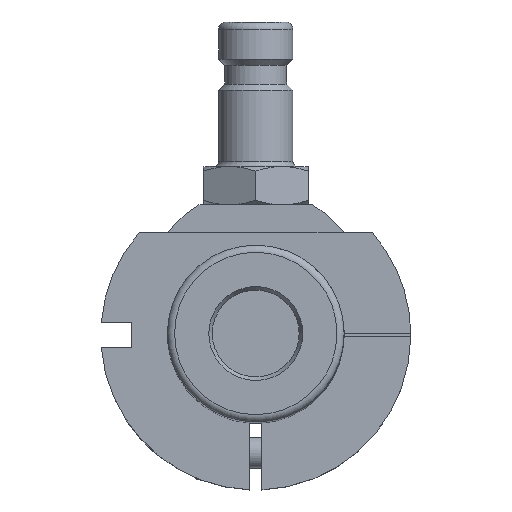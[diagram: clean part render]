
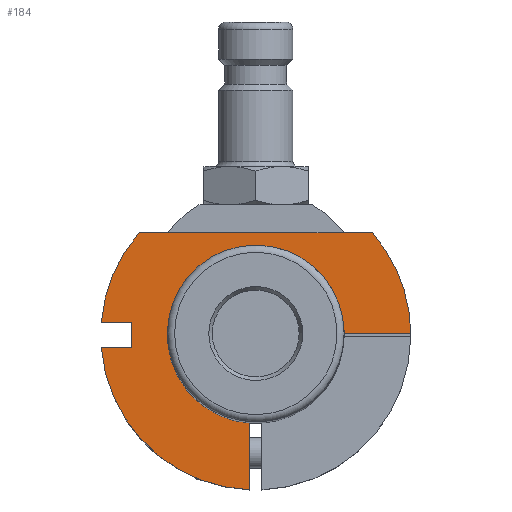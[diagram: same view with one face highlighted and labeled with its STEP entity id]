
A CAD part, top view. The second image highlights one B-rep face of the part: STEP entity #184.
In plain terms, the highlighted planar face has unit normal (0, 0, 1).
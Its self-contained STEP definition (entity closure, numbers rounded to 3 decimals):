
#120=FACE_OUTER_BOUND('',#379,.T.);
#184=ADVANCED_FACE('',(#120),#256,.T.);
#256=PLANE('',#1379);
#379=EDGE_LOOP('',(#614,#615,#616,#617,#618,#619,#620,#621,#622,#623));
#471=CIRCLE('',#1335,14.25);
#487=CIRCLE('',#1362,25.);
#493=CIRCLE('',#1371,25.);
#498=CIRCLE('',#1378,25.);
#614=ORIENTED_EDGE('',*,*,#1061,.T.);
#615=ORIENTED_EDGE('',*,*,#1036,.F.);
#616=ORIENTED_EDGE('',*,*,#1062,.T.);
#617=ORIENTED_EDGE('',*,*,#1049,.F.);
#618=ORIENTED_EDGE('',*,*,#1063,.T.);
#619=ORIENTED_EDGE('',*,*,#1064,.T.);
#620=ORIENTED_EDGE('',*,*,#1065,.F.);
#621=ORIENTED_EDGE('',*,*,#1066,.F.);
#622=ORIENTED_EDGE('',*,*,#1067,.T.);
#623=ORIENTED_EDGE('',*,*,#1013,.T.);
#897=VERTEX_POINT('',#1904);
#898=VERTEX_POINT('',#1905);
#917=VERTEX_POINT('',#1957);
#918=VERTEX_POINT('',#1959);
#927=VERTEX_POINT('',#1984);
#928=VERTEX_POINT('',#1985);
#938=VERTEX_POINT('',#2011);
#939=VERTEX_POINT('',#2013);
#940=VERTEX_POINT('',#2015);
#941=VERTEX_POINT('',#2017);
#1013=EDGE_CURVE('',#897,#898,#471,.T.);
#1036=EDGE_CURVE('',#917,#918,#487,.T.);
#1049=EDGE_CURVE('',#927,#928,#493,.T.);
#1061=EDGE_CURVE('',#898,#918,#1196,.T.);
#1062=EDGE_CURVE('',#917,#928,#1197,.T.);
#1063=EDGE_CURVE('',#927,#938,#1198,.T.);
#1064=EDGE_CURVE('',#938,#939,#1199,.T.);
#1065=EDGE_CURVE('',#940,#939,#1200,.T.);
#1066=EDGE_CURVE('',#941,#940,#498,.T.);
#1067=EDGE_CURVE('',#941,#897,#1201,.T.);
#1196=LINE('',#2008,#1273);
#1197=LINE('',#2009,#1274);
#1198=LINE('',#2010,#1275);
#1199=LINE('',#2012,#1276);
#1200=LINE('',#2014,#1277);
#1201=LINE('',#2018,#1278);
#1273=VECTOR('',#1620,1.);
#1274=VECTOR('',#1621,1.);
#1275=VECTOR('',#1622,1.);
#1276=VECTOR('',#1623,1.);
#1277=VECTOR('',#1624,1.);
#1278=VECTOR('',#1627,1.);
#1335=AXIS2_PLACEMENT_3D('',#1903,#1513,#1514);
#1362=AXIS2_PLACEMENT_3D('',#1958,#1574,#1575);
#1371=AXIS2_PLACEMENT_3D('',#1983,#1599,#1600);
#1378=AXIS2_PLACEMENT_3D('',#2016,#1625,#1626);
#1379=AXIS2_PLACEMENT_3D('',#2019,#1628,#1629);
#1513=DIRECTION('',(0.,0.,-1.));
#1514=DIRECTION('',(0.,-1.,0.));
#1574=DIRECTION('',(0.,0.,-1.));
#1575=DIRECTION('',(0.,-1.,0.));
#1599=DIRECTION('',(0.,0.,-1.));
#1600=DIRECTION('',(0.,-1.,0.));
#1620=DIRECTION('',(1.,0.,0.));
#1621=DIRECTION('',(-1.,0.,0.));
#1622=DIRECTION('',(1.,0.,0.));
#1623=DIRECTION('',(0.,-1.,0.));
#1624=DIRECTION('',(1.,0.,0.));
#1625=DIRECTION('',(0.,0.,-1.));
#1626=DIRECTION('',(0.,-1.,0.));
#1627=DIRECTION('',(0.,1.,0.));
#1628=DIRECTION('',(0.,0.,1.));
#1629=DIRECTION('',(0.,1.,0.));
#1903=CARTESIAN_POINT('',(0.,0.,0.));
#1904=CARTESIAN_POINT('',(-1.,-14.215,0.));
#1905=CARTESIAN_POINT('',(14.248,0.25,0.));
#1957=CARTESIAN_POINT('',(18.782,16.5,0.));
#1958=CARTESIAN_POINT('',(0.,0.,0.));
#1959=CARTESIAN_POINT('',(24.999,0.25,0.));
#1983=CARTESIAN_POINT('',(0.,0.,0.));
#1984=CARTESIAN_POINT('',(-24.919,2.01,0.));
#1985=CARTESIAN_POINT('',(-18.782,16.5,0.));
#2008=CARTESIAN_POINT('',(10.,0.25,0.));
#2009=CARTESIAN_POINT('',(0.,16.5,0.));
#2010=CARTESIAN_POINT('',(-40.,2.01,0.));
#2011=CARTESIAN_POINT('',(-20.,2.01,0.));
#2012=CARTESIAN_POINT('',(-20.,2.01,0.));
#2013=CARTESIAN_POINT('',(-20.,-2.01,0.));
#2014=CARTESIAN_POINT('',(-40.,-2.01,0.));
#2015=CARTESIAN_POINT('',(-24.919,-2.01,0.));
#2016=CARTESIAN_POINT('',(0.,0.,0.));
#2017=CARTESIAN_POINT('',(-1.,-24.98,0.));
#2018=CARTESIAN_POINT('',(-1.,-39.5,0.));
#2019=CARTESIAN_POINT('',(0.,0.,0.));
